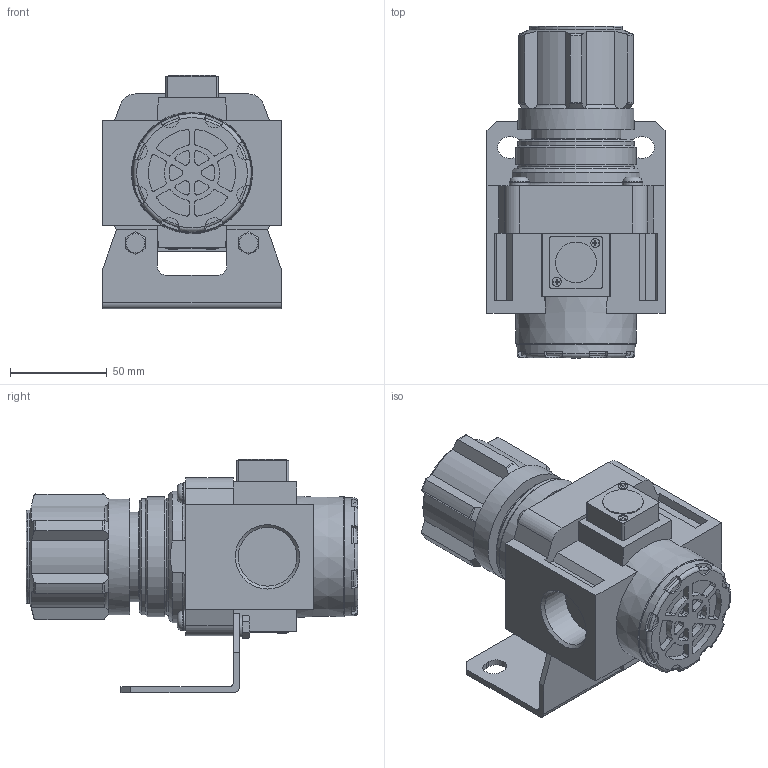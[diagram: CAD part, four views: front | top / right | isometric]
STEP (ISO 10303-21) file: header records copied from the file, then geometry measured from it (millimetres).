
FILE_DESCRIPTION( ( 'STEP AP203' ), '1' );
FILE_NAME( 'MAR501-25A.stp', '2020-06-15T14:15:35', ( 'License CC BY-ND 4.0' ), ( 'CADENAS' ), ' ', 'PARTsolutions', ' ' );
FILE_SCHEMA( ( 'CONFIG_CONTROL_DESIGN' ) );
Length unit declared in the file: millimetre
Products named in the file (2): MAR501-25A; _MAR501-25A_dummy
Assembly tree (1 placements, depth 2):
  MAR501-25A
    _MAR501-25A_dummy
Bounding box: 92 x 171.4 x 120.6 mm (x, y, z)
Volume: 700289.8 mm3; surface area: 82419.4 mm2
Topology: 1 solids, 1 shells, 499 faces, 1320 edges, 864 vertices
Faces by surface type: plane 285, cylinder 154, torus 44, cone 16
Full cylindrical faces by diameter (mm): 4.7 x4, 10.6 x2, 21 x1, 30 x1, 30.291 x2, 40 x1, 46.3 x1, 48 x1, 60 x3, 61 x1, 62 x1
Entity records: 16035 total; most frequent: CARTESIAN_POINT 3658, DIRECTION 2578, ORIENTED_EDGE 2534, EDGE_CURVE 1267, AXIS2_PLACEMENT_3D 929, VERTEX_POINT 847, LINE 720, VECTOR 720
